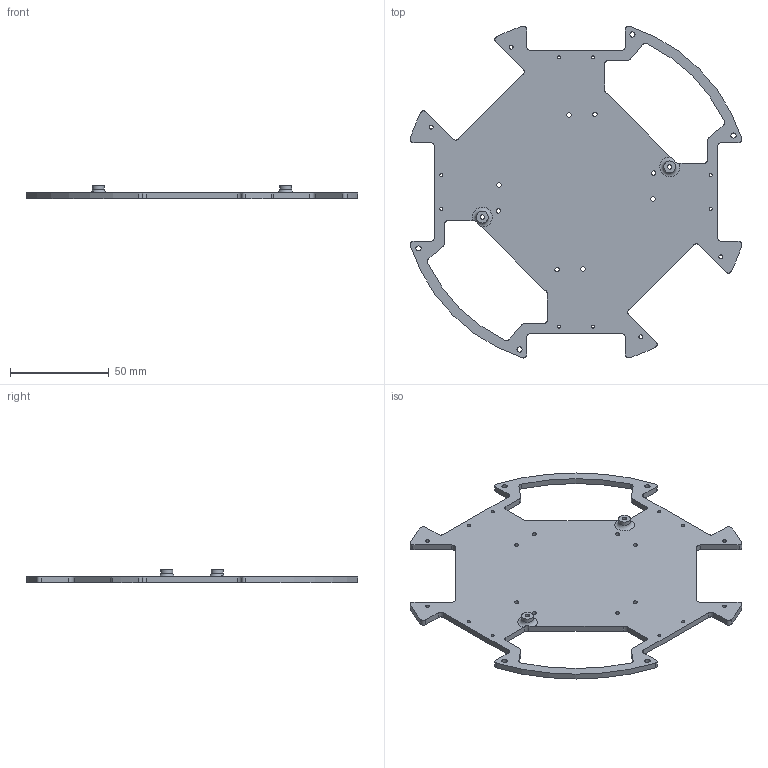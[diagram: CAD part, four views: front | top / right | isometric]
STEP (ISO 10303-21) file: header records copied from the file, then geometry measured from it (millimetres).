
FILE_DESCRIPTION(/* description */ (''),/* implementation_level */ '2;1');
FILE_NAME(/* name */ 'SecondPlate.stp',/* time_stamp */ '2024-03-18T11:39:53+09:00',/* author */ ('Hanaoka'),/* organization */ (''),/* preprocessor_version */ 'ST-DEVELOPER v20',/* originating_system */ 'Autodesk Inventor 2024',/* authorisation */ '');
FILE_SCHEMA (('AUTOMOTIVE_DESIGN { 1 0 10303 214 3 1 1 }'));
Length unit declared in the file: millimetre
Products named in the file (1): SecondPlate
Bounding box: 167.68 x 167.68 x 7 mm (x, y, z)
Volume: 43239.8 mm3; surface area: 32638.9 mm2
Topology: 1 solids, 1 shells, 114 faces, 336 edges, 224 vertices
Faces by surface type: cylinder 76, plane 36, torus 2
Full cylindrical faces by diameter (mm): 1.6 x8, 2 x4, 2.2 x10, 2.6 x4, 6 x2
Entity records: 4071 total; most frequent: CARTESIAN_POINT 725, DIRECTION 718, ORIENTED_EDGE 672, EDGE_CURVE 336, AXIS2_PLACEMENT_3D 273, VERTEX_POINT 224, LINE 172, VECTOR 172
